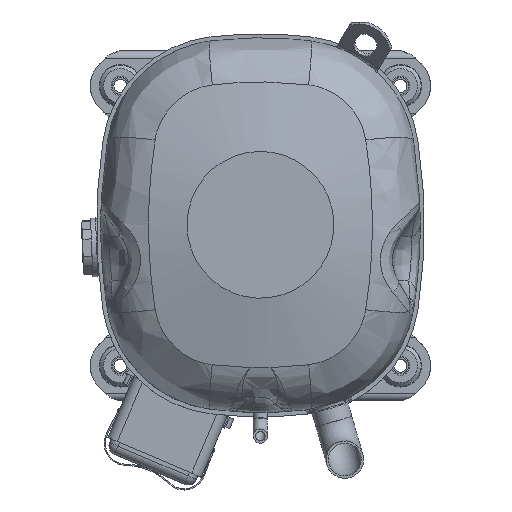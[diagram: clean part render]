
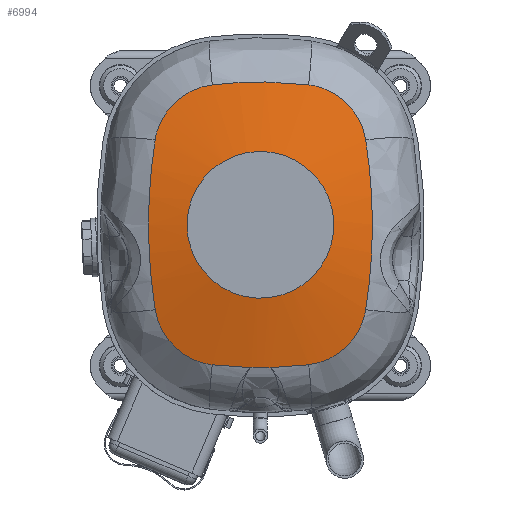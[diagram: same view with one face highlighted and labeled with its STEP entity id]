
A CAD part, top view. The second image highlights one B-rep face of the part: STEP entity #6994.
In plain terms, the highlighted spherical face has radius 358.8 mm.
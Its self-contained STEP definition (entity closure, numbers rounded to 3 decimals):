
#1579=FACE_BOUND('',#10817,.T.);
#1580=FACE_BOUND('',#10818,.T.);
#1934=SPHERICAL_SURFACE('',#31843,358.8);
#6994=ADVANCED_FACE('',(#1579,#1580),#1934,.T.);
#10817=EDGE_LOOP('',(#18141,#18142,#18143,#18144,#18145,#18146,#18147,#18148,
#18149,#18150));
#10818=EDGE_LOOP('',(#18151));
#12574=B_SPLINE_CURVE_WITH_KNOTS('',3,(#64107,#64108,#64109,#64110,#64111,
#64112,#64113,#64114),.UNSPECIFIED.,.F.,.F.,(4,2,2,4),(0.,0.5,0.75,1.),
 .UNSPECIFIED.);
#12575=B_SPLINE_CURVE_WITH_KNOTS('',3,(#64117,#64118,#64119,#64120),
 .UNSPECIFIED.,.F.,.F.,(4,4),(0.,1.),.UNSPECIFIED.);
#12576=B_SPLINE_CURVE_WITH_KNOTS('',3,(#64122,#64123,#64124,#64125),
 .UNSPECIFIED.,.F.,.F.,(4,4),(0.,1.),.UNSPECIFIED.);
#12577=B_SPLINE_CURVE_WITH_KNOTS('',3,(#64127,#64128,#64129,#64130),
 .UNSPECIFIED.,.F.,.F.,(4,4),(0.,1.),.UNSPECIFIED.);
#12578=B_SPLINE_CURVE_WITH_KNOTS('',3,(#64132,#64133,#64134,#64135,#64136,
#64137,#64138,#64139),.UNSPECIFIED.,.F.,.F.,(4,2,2,4),(0.,0.5,0.75,1.),
 .UNSPECIFIED.);
#12579=B_SPLINE_CURVE_WITH_KNOTS('',3,(#64141,#64142,#64143,#64144,#64145,
#64146,#64147,#64148),.UNSPECIFIED.,.F.,.F.,(4,2,2,4),(0.,0.25,0.5,1.),
 .UNSPECIFIED.);
#12580=B_SPLINE_CURVE_WITH_KNOTS('',3,(#64150,#64151,#64152,#64153,#64154,
#64155,#64156,#64157),.UNSPECIFIED.,.F.,.F.,(4,2,2,4),(0.,0.5,0.75,1.),
 .UNSPECIFIED.);
#12581=B_SPLINE_CURVE_WITH_KNOTS('',3,(#64159,#64160,#64161,#64162),
 .UNSPECIFIED.,.F.,.F.,(4,4),(0.,1.),.UNSPECIFIED.);
#12582=B_SPLINE_CURVE_WITH_KNOTS('',3,(#64164,#64165,#64166,#64167,#64168,
#64169,#64170,#64171),.UNSPECIFIED.,.F.,.F.,(4,2,2,4),(0.,0.5,0.75,1.),
 .UNSPECIFIED.);
#12583=B_SPLINE_CURVE_WITH_KNOTS('',3,(#64173,#64174,#64175,#64176,#64177,
#64178,#64179,#64180),.UNSPECIFIED.,.F.,.F.,(4,2,2,4),(0.,0.25,0.5,1.),
 .UNSPECIFIED.);
#18141=ORIENTED_EDGE('',*,*,#27011,.T.);
#18142=ORIENTED_EDGE('',*,*,#27012,.T.);
#18143=ORIENTED_EDGE('',*,*,#27013,.T.);
#18144=ORIENTED_EDGE('',*,*,#27014,.T.);
#18145=ORIENTED_EDGE('',*,*,#27015,.T.);
#18146=ORIENTED_EDGE('',*,*,#27016,.T.);
#18147=ORIENTED_EDGE('',*,*,#27017,.T.);
#18148=ORIENTED_EDGE('',*,*,#27018,.T.);
#18149=ORIENTED_EDGE('',*,*,#27019,.T.);
#18150=ORIENTED_EDGE('',*,*,#27020,.T.);
#18151=ORIENTED_EDGE('',*,*,#27021,.T.);
#23274=VERTEX_POINT('',#64115);
#23275=VERTEX_POINT('',#64116);
#23276=VERTEX_POINT('',#64121);
#23277=VERTEX_POINT('',#64126);
#23278=VERTEX_POINT('',#64131);
#23279=VERTEX_POINT('',#64140);
#23280=VERTEX_POINT('',#64149);
#23281=VERTEX_POINT('',#64158);
#23282=VERTEX_POINT('',#64163);
#23283=VERTEX_POINT('',#64172);
#23284=VERTEX_POINT('',#64182);
#27011=EDGE_CURVE('',#23274,#23275,#12574,.T.);
#27012=EDGE_CURVE('',#23275,#23276,#12575,.T.);
#27013=EDGE_CURVE('',#23276,#23277,#12576,.T.);
#27014=EDGE_CURVE('',#23277,#23278,#12577,.T.);
#27015=EDGE_CURVE('',#23278,#23279,#12578,.T.);
#27016=EDGE_CURVE('',#23279,#23280,#12579,.T.);
#27017=EDGE_CURVE('',#23280,#23281,#12580,.T.);
#27018=EDGE_CURVE('',#23281,#23282,#12581,.T.);
#27019=EDGE_CURVE('',#23282,#23283,#12582,.T.);
#27020=EDGE_CURVE('',#23283,#23274,#12583,.T.);
#27021=EDGE_CURVE('',#23284,#23284,#29648,.T.);
#29648=CIRCLE('',#31842,49.993);
#31842=AXIS2_PLACEMENT_3D('',#64181,#37423,#37424);
#31843=AXIS2_PLACEMENT_3D('',#64183,#37425,#37426);
#37423=DIRECTION('',(0.,0.,-1.));
#37424=DIRECTION('',(-1.,0.,0.));
#37425=DIRECTION('',(0.,0.,-1.));
#37426=DIRECTION('',(0.,1.,0.));
#64107=CARTESIAN_POINT('',(-71.671,-57.782,190.688));
#64108=CARTESIAN_POINT('',(-70.155,-67.342,189.408));
#64109=CARTESIAN_POINT('',(-65.544,-76.239,188.463));
#64110=CARTESIAN_POINT('',(-55.062,-86.381,187.801));
#64111=CARTESIAN_POINT('',(-51.098,-89.138,187.709));
#64112=CARTESIAN_POINT('',(-42.301,-93.34,187.789));
#64113=CARTESIAN_POINT('',(-37.683,-94.688,187.957));
#64114=CARTESIAN_POINT('',(-32.847,-95.284,188.254));
#64115=CARTESIAN_POINT('',(-71.671,-57.782,190.688));
#64116=CARTESIAN_POINT('',(-32.847,-95.284,188.254));
#64117=CARTESIAN_POINT('',(-32.847,-95.284,188.254));
#64118=CARTESIAN_POINT('',(-24.107,-96.361,188.789));
#64119=CARTESIAN_POINT('',(-15.327,-97.007,189.11));
#64120=CARTESIAN_POINT('',(-6.509,-97.221,189.216));
#64121=CARTESIAN_POINT('',(-6.509,-97.221,189.216));
#64122=CARTESIAN_POINT('',(-6.509,-97.221,189.216));
#64123=CARTESIAN_POINT('',(-2.236,-96.6,189.472));
#64124=CARTESIAN_POINT('',(2.185,-96.592,189.475));
#64125=CARTESIAN_POINT('',(6.509,-97.221,189.216));
#64126=CARTESIAN_POINT('',(6.509,-97.221,189.216));
#64127=CARTESIAN_POINT('',(6.509,-97.221,189.216));
#64128=CARTESIAN_POINT('',(15.327,-97.007,189.11));
#64129=CARTESIAN_POINT('',(24.107,-96.361,188.789));
#64130=CARTESIAN_POINT('',(32.847,-95.284,188.254));
#64131=CARTESIAN_POINT('',(32.847,-95.284,188.254));
#64132=CARTESIAN_POINT('',(32.847,-95.284,188.254));
#64133=CARTESIAN_POINT('',(42.521,-94.092,187.661));
#64134=CARTESIAN_POINT('',(51.622,-89.724,187.581));
#64135=CARTESIAN_POINT('',(62.077,-79.586,188.245));
#64136=CARTESIAN_POINT('',(64.956,-75.715,188.587));
#64137=CARTESIAN_POINT('',(69.42,-67.105,189.499));
#64138=CARTESIAN_POINT('',(70.913,-62.562,190.048));
#64139=CARTESIAN_POINT('',(71.671,-57.782,190.688));
#64140=CARTESIAN_POINT('',(71.671,-57.782,190.688));
#64141=CARTESIAN_POINT('',(71.671,-57.782,190.688));
#64142=CARTESIAN_POINT('',(73.189,-48.21,191.969));
#64143=CARTESIAN_POINT('',(74.336,-38.52,192.931));
#64144=CARTESIAN_POINT('',(75.854,-19.164,194.201));
#64145=CARTESIAN_POINT('',(76.227,-9.503,194.513));
#64146=CARTESIAN_POINT('',(76.216,19.425,194.504));
#64147=CARTESIAN_POINT('',(74.707,38.64,193.25));
#64148=CARTESIAN_POINT('',(71.671,57.782,190.688));
#64149=CARTESIAN_POINT('',(71.671,57.782,190.688));
#64150=CARTESIAN_POINT('',(71.671,57.782,190.688));
#64151=CARTESIAN_POINT('',(70.155,67.342,189.408));
#64152=CARTESIAN_POINT('',(65.544,76.239,188.463));
#64153=CARTESIAN_POINT('',(55.062,86.381,187.801));
#64154=CARTESIAN_POINT('',(51.098,89.138,187.709));
#64155=CARTESIAN_POINT('',(42.301,93.34,187.789));
#64156=CARTESIAN_POINT('',(37.683,94.688,187.957));
#64157=CARTESIAN_POINT('',(32.847,95.284,188.254));
#64158=CARTESIAN_POINT('',(32.847,95.284,188.254));
#64159=CARTESIAN_POINT('',(32.847,95.284,188.254));
#64160=CARTESIAN_POINT('',(10.949,97.982,189.596));
#64161=CARTESIAN_POINT('',(-10.949,97.982,189.596));
#64162=CARTESIAN_POINT('',(-32.847,95.284,188.254));
#64163=CARTESIAN_POINT('',(-32.847,95.284,188.254));
#64164=CARTESIAN_POINT('',(-32.847,95.284,188.254));
#64165=CARTESIAN_POINT('',(-42.521,94.092,187.661));
#64166=CARTESIAN_POINT('',(-51.622,89.724,187.581));
#64167=CARTESIAN_POINT('',(-62.077,79.586,188.245));
#64168=CARTESIAN_POINT('',(-64.956,75.715,188.587));
#64169=CARTESIAN_POINT('',(-69.42,67.105,189.499));
#64170=CARTESIAN_POINT('',(-70.913,62.562,190.048));
#64171=CARTESIAN_POINT('',(-71.671,57.782,190.688));
#64172=CARTESIAN_POINT('',(-71.671,57.782,190.688));
#64173=CARTESIAN_POINT('',(-71.671,57.782,190.688));
#64174=CARTESIAN_POINT('',(-73.189,48.21,191.969));
#64175=CARTESIAN_POINT('',(-74.336,38.52,192.931));
#64176=CARTESIAN_POINT('',(-75.854,19.164,194.201));
#64177=CARTESIAN_POINT('',(-76.227,9.503,194.513));
#64178=CARTESIAN_POINT('',(-76.216,-19.425,194.504));
#64179=CARTESIAN_POINT('',(-74.707,-38.64,193.25));
#64180=CARTESIAN_POINT('',(-71.671,-57.782,190.688));
#64181=CARTESIAN_POINT('',(0.,0.,199.2));
#64182=CARTESIAN_POINT('',(-49.993,0.,199.2));
#64183=CARTESIAN_POINT('',(0.,0.,-156.1));
